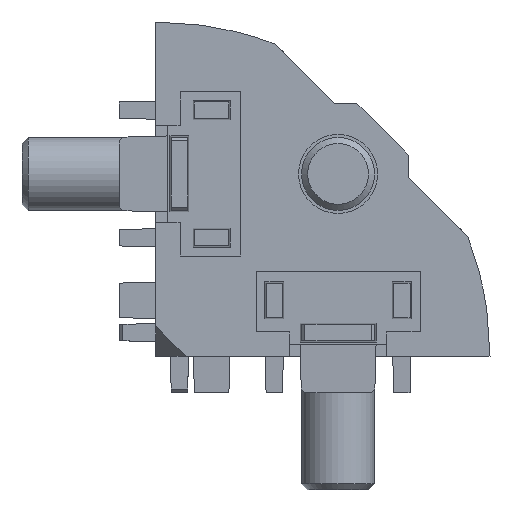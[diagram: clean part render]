
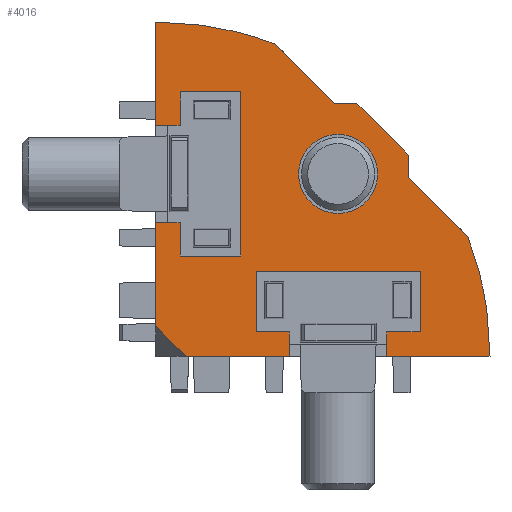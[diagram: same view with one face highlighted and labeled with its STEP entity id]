
A CAD part, front view. The second image highlights one B-rep face of the part: STEP entity #4016.
In plain terms, the highlighted planar face has unit normal (0, -1, 0).
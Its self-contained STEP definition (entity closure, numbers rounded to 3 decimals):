
#38=B_SPLINE_CURVE_WITH_KNOTS('',3,(#5753,#5754,#5755,#5756),
 .UNSPECIFIED.,.F.,.F.,(4,4),(0.,0.006),
 .UNSPECIFIED.);
#39=B_SPLINE_CURVE_WITH_KNOTS('',3,(#5768,#5769,#5770,#5771),
 .UNSPECIFIED.,.F.,.F.,(4,4),(0.,0.006),
 .UNSPECIFIED.);
#43=LINE('',#5655,#553);
#61=LINE('',#5692,#571);
#70=LINE('',#5710,#580);
#82=LINE('',#5734,#592);
#86=LINE('',#5742,#596);
#87=LINE('',#5744,#597);
#88=LINE('',#5746,#598);
#89=LINE('',#5748,#599);
#90=LINE('',#5749,#600);
#91=LINE('',#5751,#601);
#92=LINE('',#5758,#602);
#93=LINE('',#5760,#603);
#94=LINE('',#5762,#604);
#95=LINE('',#5764,#605);
#96=LINE('',#5766,#606);
#97=LINE('',#5773,#607);
#98=LINE('',#5775,#608);
#99=LINE('',#5777,#609);
#100=LINE('',#5779,#610);
#101=LINE('',#5781,#611);
#102=LINE('',#5783,#612);
#103=LINE('',#5785,#613);
#104=LINE('',#5787,#614);
#105=LINE('',#5789,#615);
#106=LINE('',#5791,#616);
#107=LINE('',#5792,#617);
#553=VECTOR('',#4575,8.5);
#571=VECTOR('',#4595,8.5);
#580=VECTOR('',#4606,2.);
#592=VECTOR('',#4630,2.);
#596=VECTOR('',#4636,2.75);
#597=VECTOR('',#4637,5.);
#598=VECTOR('',#4638,13.5);
#599=VECTOR('',#4639,5.);
#600=VECTOR('',#4640,2.75);
#601=VECTOR('',#4641,3.837);
#602=VECTOR('',#4642,6.906);
#603=VECTOR('',#4643,1.838);
#604=VECTOR('',#4644,6.);
#605=VECTOR('',#4645,1.838);
#606=VECTOR('',#4646,6.906);
#607=VECTOR('',#4647,3.837);
#608=VECTOR('',#4648,8.5);
#609=VECTOR('',#4649,2.);
#610=VECTOR('',#4650,2.75);
#611=VECTOR('',#4651,5.);
#612=VECTOR('',#4652,13.5);
#613=VECTOR('',#4653,5.);
#614=VECTOR('',#4654,2.75);
#615=VECTOR('',#4655,2.);
#616=VECTOR('',#4656,8.5);
#617=VECTOR('',#4657,3.536);
#1069=PLANE('',#4273);
#1272=FACE_BOUND('',#1571,.T.);
#1335=FACE_OUTER_BOUND('',#1570,.T.);
#1570=EDGE_LOOP('',(#2932,#2933,#2934,#2935,#2936,#2937,#2938,#2939,#2940,
#2941,#2942,#2943,#2944,#2945,#2946,#2947,#2948,#2949,#2950,#2951,#2952,
#2953,#2954,#2955,#2956,#2957,#2958,#2959));
#1571=EDGE_LOOP('',(#2960));
#1847=CIRCLE('',#4260,3.25);
#1904=VERTEX_POINT('',#5641);
#1909=VERTEX_POINT('',#5652);
#1910=VERTEX_POINT('',#5654);
#1927=VERTEX_POINT('',#5689);
#1928=VERTEX_POINT('',#5691);
#1936=VERTEX_POINT('',#5708);
#1942=VERTEX_POINT('',#5733);
#1945=VERTEX_POINT('',#5741);
#1946=VERTEX_POINT('',#5743);
#1947=VERTEX_POINT('',#5745);
#1948=VERTEX_POINT('',#5747);
#1949=VERTEX_POINT('',#5750);
#1950=VERTEX_POINT('',#5752);
#1951=VERTEX_POINT('',#5757);
#1952=VERTEX_POINT('',#5759);
#1953=VERTEX_POINT('',#5761);
#1954=VERTEX_POINT('',#5763);
#1955=VERTEX_POINT('',#5765);
#1956=VERTEX_POINT('',#5767);
#1957=VERTEX_POINT('',#5772);
#1958=VERTEX_POINT('',#5774);
#1959=VERTEX_POINT('',#5776);
#1960=VERTEX_POINT('',#5778);
#1961=VERTEX_POINT('',#5780);
#1962=VERTEX_POINT('',#5782);
#1963=VERTEX_POINT('',#5784);
#1964=VERTEX_POINT('',#5786);
#1965=VERTEX_POINT('',#5788);
#1966=VERTEX_POINT('',#5790);
#2295=EDGE_CURVE('',#1904,#1904,#1847,.T.);
#2300=EDGE_CURVE('',#1909,#1910,#43,.T.);
#2319=EDGE_CURVE('',#1927,#1928,#61,.T.);
#2328=EDGE_CURVE('',#1936,#1909,#70,.T.);
#2340=EDGE_CURVE('',#1928,#1942,#82,.T.);
#2344=EDGE_CURVE('',#1945,#1936,#86,.T.);
#2345=EDGE_CURVE('',#1946,#1945,#87,.T.);
#2346=EDGE_CURVE('',#1947,#1946,#88,.T.);
#2347=EDGE_CURVE('',#1948,#1947,#89,.T.);
#2348=EDGE_CURVE('',#1942,#1948,#90,.T.);
#2349=EDGE_CURVE('',#1949,#1927,#91,.T.);
#2350=EDGE_CURVE('',#1950,#1949,#38,.T.);
#2351=EDGE_CURVE('',#1951,#1950,#92,.T.);
#2352=EDGE_CURVE('',#1952,#1951,#93,.T.);
#2353=EDGE_CURVE('',#1953,#1952,#94,.T.);
#2354=EDGE_CURVE('',#1954,#1953,#95,.T.);
#2355=EDGE_CURVE('',#1955,#1954,#96,.T.);
#2356=EDGE_CURVE('',#1956,#1955,#39,.T.);
#2357=EDGE_CURVE('',#1957,#1956,#97,.T.);
#2358=EDGE_CURVE('',#1958,#1957,#98,.T.);
#2359=EDGE_CURVE('',#1959,#1958,#99,.T.);
#2360=EDGE_CURVE('',#1960,#1959,#100,.T.);
#2361=EDGE_CURVE('',#1961,#1960,#101,.T.);
#2362=EDGE_CURVE('',#1962,#1961,#102,.T.);
#2363=EDGE_CURVE('',#1963,#1962,#103,.T.);
#2364=EDGE_CURVE('',#1964,#1963,#104,.T.);
#2365=EDGE_CURVE('',#1965,#1964,#105,.T.);
#2366=EDGE_CURVE('',#1966,#1965,#106,.T.);
#2367=EDGE_CURVE('',#1910,#1966,#107,.T.);
#2932=ORIENTED_EDGE('',*,*,#2300,.F.);
#2933=ORIENTED_EDGE('',*,*,#2328,.F.);
#2934=ORIENTED_EDGE('',*,*,#2344,.F.);
#2935=ORIENTED_EDGE('',*,*,#2345,.F.);
#2936=ORIENTED_EDGE('',*,*,#2346,.F.);
#2937=ORIENTED_EDGE('',*,*,#2347,.F.);
#2938=ORIENTED_EDGE('',*,*,#2348,.F.);
#2939=ORIENTED_EDGE('',*,*,#2340,.F.);
#2940=ORIENTED_EDGE('',*,*,#2319,.F.);
#2941=ORIENTED_EDGE('',*,*,#2349,.F.);
#2942=ORIENTED_EDGE('',*,*,#2350,.F.);
#2943=ORIENTED_EDGE('',*,*,#2351,.F.);
#2944=ORIENTED_EDGE('',*,*,#2352,.F.);
#2945=ORIENTED_EDGE('',*,*,#2353,.F.);
#2946=ORIENTED_EDGE('',*,*,#2354,.F.);
#2947=ORIENTED_EDGE('',*,*,#2355,.F.);
#2948=ORIENTED_EDGE('',*,*,#2356,.F.);
#2949=ORIENTED_EDGE('',*,*,#2357,.F.);
#2950=ORIENTED_EDGE('',*,*,#2358,.F.);
#2951=ORIENTED_EDGE('',*,*,#2359,.F.);
#2952=ORIENTED_EDGE('',*,*,#2360,.F.);
#2953=ORIENTED_EDGE('',*,*,#2361,.F.);
#2954=ORIENTED_EDGE('',*,*,#2362,.F.);
#2955=ORIENTED_EDGE('',*,*,#2363,.F.);
#2956=ORIENTED_EDGE('',*,*,#2364,.F.);
#2957=ORIENTED_EDGE('',*,*,#2365,.F.);
#2958=ORIENTED_EDGE('',*,*,#2366,.F.);
#2959=ORIENTED_EDGE('',*,*,#2367,.F.);
#2960=ORIENTED_EDGE('',*,*,#2295,.F.);
#4016=ADVANCED_FACE('',(#1335,#1272),#1069,.F.);
#4260=AXIS2_PLACEMENT_3D('',#5642,#4563,#4564);
#4273=AXIS2_PLACEMENT_3D('',#5740,#4634,#4635);
#4563=DIRECTION('center_axis',(0.,-1.,0.));
#4564=DIRECTION('ref_axis',(0.,0.,-1.));
#4575=DIRECTION('',(-1.,0.,0.));
#4595=DIRECTION('',(-1.,0.,0.));
#4606=DIRECTION('',(0.,0.,-1.));
#4630=DIRECTION('',(0.,0.,1.));
#4634=DIRECTION('center_axis',(0.,1.,0.));
#4635=DIRECTION('ref_axis',(0.,0.,1.));
#4636=DIRECTION('',(1.,0.,0.));
#4637=DIRECTION('',(0.,0.,-1.));
#4638=DIRECTION('',(-1.,0.,0.));
#4639=DIRECTION('',(0.,0.,1.));
#4640=DIRECTION('',(1.,0.,0.));
#4641=DIRECTION('',(0.07,0.,-0.998));
#4642=DIRECTION('',(0.707,0.,-0.707));
#4643=DIRECTION('',(0.,0.,-1.));
#4644=DIRECTION('',(0.707,0.,-0.707));
#4645=DIRECTION('',(1.,0.,0.));
#4646=DIRECTION('',(0.707,0.,-0.707));
#4647=DIRECTION('',(0.998,0.,-0.07));
#4648=DIRECTION('',(0.,0.,1.));
#4649=DIRECTION('',(-1.,0.,0.));
#4650=DIRECTION('',(0.,0.,-1.));
#4651=DIRECTION('',(-1.,0.,0.));
#4652=DIRECTION('',(0.,0.,1.));
#4653=DIRECTION('',(1.,0.,0.));
#4654=DIRECTION('',(0.,0.,-1.));
#4655=DIRECTION('',(1.,0.,0.));
#4656=DIRECTION('',(0.,0.,1.));
#4657=DIRECTION('',(-0.707,0.,0.707));
#5641=CARTESIAN_POINT('',(15.,0.,11.75));
#5642=CARTESIAN_POINT('Origin',(15.,0.,15.));
#5652=CARTESIAN_POINT('',(11.,0.,0.));
#5654=CARTESIAN_POINT('',(2.5,0.,0.));
#5655=CARTESIAN_POINT('',(0.,0.,0.));
#5689=CARTESIAN_POINT('',(27.5,0.,0.));
#5691=CARTESIAN_POINT('',(19.,0.,0.));
#5692=CARTESIAN_POINT('',(0.,0.,0.));
#5708=CARTESIAN_POINT('',(11.,0.,2.));
#5710=CARTESIAN_POINT('',(11.,0.,2.));
#5733=CARTESIAN_POINT('',(19.,0.,2.));
#5734=CARTESIAN_POINT('',(19.,0.,2.));
#5740=CARTESIAN_POINT('Origin',(0.,0.,0.));
#5741=CARTESIAN_POINT('',(8.25,0.,2.));
#5742=CARTESIAN_POINT('',(0.,0.,2.));
#5743=CARTESIAN_POINT('',(8.25,0.,7.));
#5744=CARTESIAN_POINT('',(8.25,0.,0.));
#5745=CARTESIAN_POINT('',(21.75,0.,7.));
#5746=CARTESIAN_POINT('',(0.,0.,7.));
#5747=CARTESIAN_POINT('',(21.75,0.,2.));
#5748=CARTESIAN_POINT('',(21.75,0.,0.));
#5749=CARTESIAN_POINT('',(0.,0.,2.));
#5750=CARTESIAN_POINT('',(27.232,0.,3.827));
#5751=CARTESIAN_POINT('',(27.232,0.,3.827));
#5752=CARTESIAN_POINT('',(25.682,0.,9.834));
#5753=CARTESIAN_POINT('Ctrl Pts',(25.682,0.,
9.834));
#5754=CARTESIAN_POINT('Ctrl Pts',(26.423,0.,
7.899));
#5755=CARTESIAN_POINT('Ctrl Pts',(26.944,0.,
5.879));
#5756=CARTESIAN_POINT('Ctrl Pts',(27.232,0.,
3.827));
#5757=CARTESIAN_POINT('',(20.798,0.,14.717));
#5758=CARTESIAN_POINT('',(20.798,0.,14.717));
#5759=CARTESIAN_POINT('',(20.798,0.,16.556));
#5760=CARTESIAN_POINT('',(20.798,0.,0.));
#5761=CARTESIAN_POINT('',(16.556,0.,20.798));
#5762=CARTESIAN_POINT('',(16.556,0.,20.798));
#5763=CARTESIAN_POINT('',(14.717,0.,20.798));
#5764=CARTESIAN_POINT('',(0.,0.,20.798));
#5765=CARTESIAN_POINT('',(9.834,0.,25.682));
#5766=CARTESIAN_POINT('',(9.834,0.,25.682));
#5767=CARTESIAN_POINT('',(3.827,0.,27.232));
#5768=CARTESIAN_POINT('Ctrl Pts',(3.827,0.,
27.232));
#5769=CARTESIAN_POINT('Ctrl Pts',(5.879,0.,
26.944));
#5770=CARTESIAN_POINT('Ctrl Pts',(7.899,0.,
26.423));
#5771=CARTESIAN_POINT('Ctrl Pts',(9.834,0.,
25.682));
#5772=CARTESIAN_POINT('',(0.,0.,
27.5));
#5773=CARTESIAN_POINT('',(0.,0.,27.5));
#5774=CARTESIAN_POINT('',(0.,0.,19.));
#5775=CARTESIAN_POINT('',(0.,0.,0.));
#5776=CARTESIAN_POINT('',(2.,0.,19.));
#5777=CARTESIAN_POINT('',(0.,0.,19.));
#5778=CARTESIAN_POINT('',(2.,0.,21.75));
#5779=CARTESIAN_POINT('',(2.,0.,0.));
#5780=CARTESIAN_POINT('',(7.,0.,21.75));
#5781=CARTESIAN_POINT('',(0.,0.,21.75));
#5782=CARTESIAN_POINT('',(7.,0.,8.25));
#5783=CARTESIAN_POINT('',(7.,0.,0.));
#5784=CARTESIAN_POINT('',(2.,0.,8.25));
#5785=CARTESIAN_POINT('',(0.,0.,8.25));
#5786=CARTESIAN_POINT('',(2.,0.,11.));
#5787=CARTESIAN_POINT('',(2.,0.,0.));
#5788=CARTESIAN_POINT('',(0.,0.,
11.));
#5789=CARTESIAN_POINT('',(0.,0.,11.));
#5790=CARTESIAN_POINT('',(0.,0.,
2.5));
#5791=CARTESIAN_POINT('',(0.,0.,0.));
#5792=CARTESIAN_POINT('',(2.5,0.,0.));
